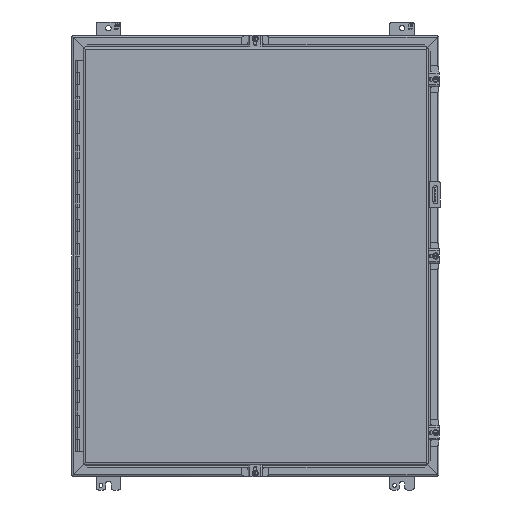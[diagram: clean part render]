
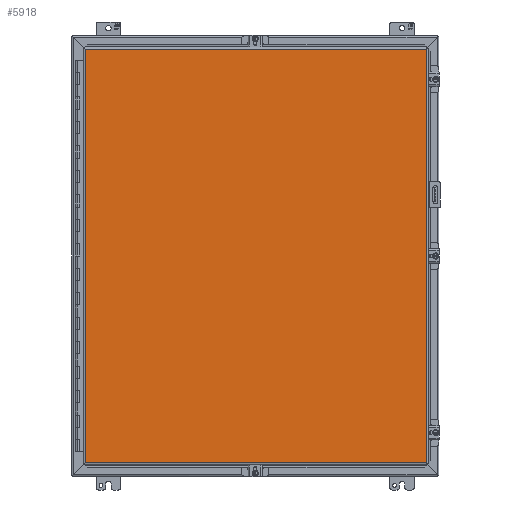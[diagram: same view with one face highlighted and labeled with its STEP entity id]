
A CAD part, front view. The second image highlights one B-rep face of the part: STEP entity #5918.
In plain terms, the highlighted planar face has unit normal (0, -1, 0).
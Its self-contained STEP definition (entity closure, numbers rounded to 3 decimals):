
#2523 = CARTESIAN_POINT ( 'NONE',  ( 13.935, -9.222, -16.913 ) ) ;
#2721 = ORIENTED_EDGE ( 'NONE', *, *, #65359, .F. ) ;
#2829 = DIRECTION ( 'NONE',  ( -1., 0., 0. ) ) ;
#5918 = ADVANCED_FACE ( 'NONE', ( #57381 ), #24497, .F. ) ;
#10312 = VERTEX_POINT ( 'NONE', #60882 ) ;
#12082 = LINE ( 'NONE', #41242, #33543 ) ;
#12142 = LINE ( 'NONE', #2523, #65153 ) ;
#14448 = VERTEX_POINT ( 'NONE', #21134 ) ;
#18011 = DIRECTION ( 'NONE',  ( 0., 0., 1. ) ) ;
#21134 = CARTESIAN_POINT ( 'NONE',  ( 13.935, -9.222, -16.913 ) ) ;
#22812 = VERTEX_POINT ( 'NONE', #36279 ) ;
#23091 = VECTOR ( 'NONE', #25225, 39.37 ) ;
#24082 = EDGE_CURVE ( 'NONE', #10312, #22812, #25959, .T. ) ;
#24497 = PLANE ( 'NONE',  #70929 ) ;
#25225 = DIRECTION ( 'NONE',  ( 1., 0., 0. ) ) ;
#25959 = LINE ( 'NONE', #36674, #23091 ) ;
#27321 = EDGE_CURVE ( 'NONE', #68338, #10312, #12082, .T. ) ;
#30585 = CARTESIAN_POINT ( 'NONE',  ( -13.953, -9.222, -16.912 ) ) ;
#33543 = VECTOR ( 'NONE', #18011, 39.37 ) ;
#36279 = CARTESIAN_POINT ( 'NONE',  ( 13.936, -9.222, 16.913 ) ) ;
#36674 = CARTESIAN_POINT ( 'NONE',  ( 13.935, -9.222, 16.912 ) ) ;
#38795 = VECTOR ( 'NONE', #2829, 39.37 ) ;
#40029 = CARTESIAN_POINT ( 'NONE',  ( 14.085, -9.222, -17.063 ) ) ;
#41242 = CARTESIAN_POINT ( 'NONE',  ( -13.953, -9.222, 16.913 ) ) ;
#41949 = ORIENTED_EDGE ( 'NONE', *, *, #60419, .F. ) ;
#48797 = ORIENTED_EDGE ( 'NONE', *, *, #24082, .F. ) ;
#53496 = DIRECTION ( 'NONE',  ( 0., 0., -1. ) ) ;
#57381 = FACE_OUTER_BOUND ( 'NONE', #62039, .T. ) ;
#58110 = DIRECTION ( 'NONE',  ( -1., 0., 0. ) ) ;
#59334 = CARTESIAN_POINT ( 'NONE',  ( -13.952, -9.222, -16.912 ) ) ;
#60419 = EDGE_CURVE ( 'NONE', #14448, #68338, #63773, .T. ) ;
#60882 = CARTESIAN_POINT ( 'NONE',  ( -13.953, -9.222, 16.913 ) ) ;
#62039 = EDGE_LOOP ( 'NONE', ( #2721, #48797, #72780, #41949 ) ) ;
#63773 = LINE ( 'NONE', #59334, #38795 ) ;
#65153 = VECTOR ( 'NONE', #53496, 39.37 ) ;
#65359 = EDGE_CURVE ( 'NONE', #22812, #14448, #12142, .T. ) ;
#68338 = VERTEX_POINT ( 'NONE', #30585 ) ;
#68463 = DIRECTION ( 'NONE',  ( 0., 1., 0. ) ) ;
#70929 = AXIS2_PLACEMENT_3D ( 'NONE', #40029, #68463, #58110 ) ;
#72780 = ORIENTED_EDGE ( 'NONE', *, *, #27321, .F. ) ;
